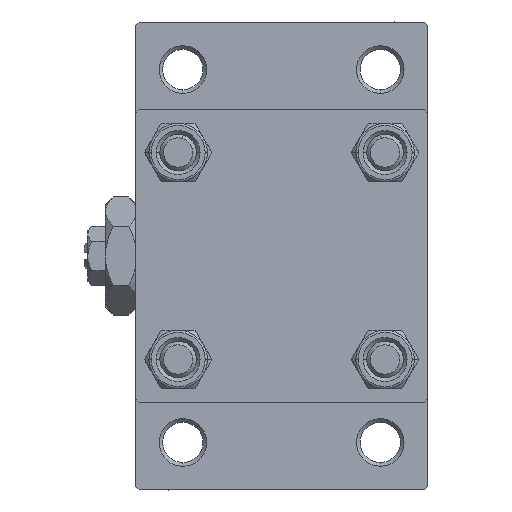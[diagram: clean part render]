
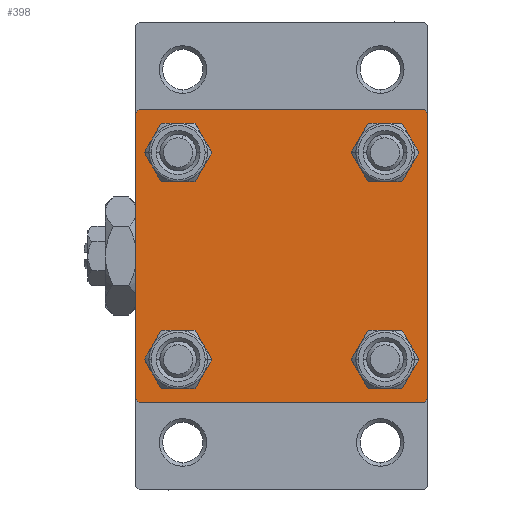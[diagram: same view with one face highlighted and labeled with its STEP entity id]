
A CAD part, left-side view. The second image highlights one B-rep face of the part: STEP entity #398.
In plain terms, the highlighted planar face has unit normal (-1, 0, 0).
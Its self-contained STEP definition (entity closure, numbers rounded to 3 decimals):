
#131 = FACE_BOUND ( 'NONE', #29362, .T. ) ;
#293 = DIRECTION ( 'NONE',  ( 1., 0., 0. ) ) ;
#299 = DIRECTION ( 'NONE',  ( 1., 0., 0. ) ) ;
#398 = ADVANCED_FACE ( 'NONE', ( #131, #3900, #42341, #46884, #43099 ), #15959, .T. ) ;
#748 = DIRECTION ( 'NONE',  ( 1., 0., 0. ) ) ;
#920 = ORIENTED_EDGE ( 'NONE', *, *, #22854, .T. ) ;
#1009 = VERTEX_POINT ( 'NONE', #2164 ) ;
#1636 = VECTOR ( 'NONE', #7705, 1000. ) ;
#1683 = EDGE_LOOP ( 'NONE', ( #16131, #25329 ) ) ;
#2164 = CARTESIAN_POINT ( 'NONE',  ( 0., -19.5, -20. ) ) ;
#2592 = VECTOR ( 'NONE', #10153, 1000. ) ;
#2979 = VERTEX_POINT ( 'NONE', #15295 ) ;
#3457 = VERTEX_POINT ( 'NONE', #27592 ) ;
#3596 = CIRCLE ( 'NONE', #18027, 3. ) ;
#3900 = FACE_BOUND ( 'NONE', #44153, .T. ) ;
#3954 = DIRECTION ( 'NONE',  ( 0., 0., -1. ) ) ;
#4060 = VERTEX_POINT ( 'NONE', #38264 ) ;
#4400 = LINE ( 'NONE', #35050, #23321 ) ;
#5272 = CARTESIAN_POINT ( 'NONE',  ( 0., 14.15, -14.15 ) ) ;
#5545 = DIRECTION ( 'NONE',  ( 0., 0., 1. ) ) ;
#6394 = EDGE_CURVE ( 'NONE', #3457, #9968, #32234, .T. ) ;
#6661 = DIRECTION ( 'NONE',  ( 0., 0., 1. ) ) ;
#7116 = EDGE_LOOP ( 'NONE', ( #13330, #19020, #19022, #8616, #46778, #28106, #10721, #8268 ) ) ;
#7412 = VERTEX_POINT ( 'NONE', #42253 ) ;
#7586 = CIRCLE ( 'NONE', #38137, 3. ) ;
#7705 = DIRECTION ( 'NONE',  ( 0., 0.707, -0.707 ) ) ;
#7908 = DIRECTION ( 'NONE',  ( 0., 0., 1. ) ) ;
#7943 = CIRCLE ( 'NONE', #8778, 3. ) ;
#8139 = EDGE_CURVE ( 'NONE', #24184, #7412, #31332, .T. ) ;
#8268 = ORIENTED_EDGE ( 'NONE', *, *, #29077, .T. ) ;
#8419 = DIRECTION ( 'NONE',  ( 0., -1., 0. ) ) ;
#8616 = ORIENTED_EDGE ( 'NONE', *, *, #19585, .T. ) ;
#8778 = AXIS2_PLACEMENT_3D ( 'NONE', #5272, #21056, #44194 ) ;
#9250 = CARTESIAN_POINT ( 'NONE',  ( 0., -14.15, 14.15 ) ) ;
#9940 = AXIS2_PLACEMENT_3D ( 'NONE', #18625, #293, #38705 ) ;
#9968 = VERTEX_POINT ( 'NONE', #14807 ) ;
#10153 = DIRECTION ( 'NONE',  ( 0., 0., -1. ) ) ;
#10163 = CARTESIAN_POINT ( 'NONE',  ( 0., 14.15, -14.15 ) ) ;
#10721 = ORIENTED_EDGE ( 'NONE', *, *, #30341, .F. ) ;
#10761 = VECTOR ( 'NONE', #32449, 1000. ) ;
#11265 = EDGE_CURVE ( 'NONE', #20619, #24184, #44600, .T. ) ;
#12149 = CARTESIAN_POINT ( 'NONE',  ( 0., 14.15, -11.15 ) ) ;
#12452 = CARTESIAN_POINT ( 'NONE',  ( 0., 0., 0. ) ) ;
#13330 = ORIENTED_EDGE ( 'NONE', *, *, #11265, .T. ) ;
#13718 = ORIENTED_EDGE ( 'NONE', *, *, #22901, .T. ) ;
#14109 = VERTEX_POINT ( 'NONE', #12149 ) ;
#14424 = EDGE_CURVE ( 'NONE', #23793, #32862, #31639, .T. ) ;
#14762 = CARTESIAN_POINT ( 'NONE',  ( 0., 19.75, 19.75 ) ) ;
#14807 = CARTESIAN_POINT ( 'NONE',  ( 0., -14.15, -11.15 ) ) ;
#14978 = EDGE_CURVE ( 'NONE', #15057, #44555, #45652, .T. ) ;
#15057 = VERTEX_POINT ( 'NONE', #41698 ) ;
#15192 = AXIS2_PLACEMENT_3D ( 'NONE', #36879, #47726, #43461 ) ;
#15295 = CARTESIAN_POINT ( 'NONE',  ( 0., -14.15, 17.15 ) ) ;
#15959 = PLANE ( 'NONE',  #28013 ) ;
#16131 = ORIENTED_EDGE ( 'NONE', *, *, #14424, .T. ) ;
#16279 = DIRECTION ( 'NONE',  ( 1., 0., 0. ) ) ;
#16493 = EDGE_CURVE ( 'NONE', #14109, #36959, #7586, .T. ) ;
#16521 = AXIS2_PLACEMENT_3D ( 'NONE', #47423, #16279, #31607 ) ;
#16979 = ORIENTED_EDGE ( 'NONE', *, *, #45302, .T. ) ;
#17091 = CARTESIAN_POINT ( 'NONE',  ( 0., 14.15, 14.15 ) ) ;
#17120 = CARTESIAN_POINT ( 'NONE',  ( 0., 20., -20. ) ) ;
#17171 = LINE ( 'NONE', #38864, #32475 ) ;
#18027 = AXIS2_PLACEMENT_3D ( 'NONE', #17091, #36184, #5545 ) ;
#18490 = VERTEX_POINT ( 'NONE', #48565 ) ;
#18625 = CARTESIAN_POINT ( 'NONE',  ( 0., 14.15, 14.15 ) ) ;
#18906 = CIRCLE ( 'NONE', #16521, 3. ) ;
#19020 = ORIENTED_EDGE ( 'NONE', *, *, #8139, .T. ) ;
#19022 = ORIENTED_EDGE ( 'NONE', *, *, #38405, .T. ) ;
#19260 = EDGE_CURVE ( 'NONE', #15057, #18490, #17171, .T. ) ;
#19261 = DIRECTION ( 'NONE',  ( 0., -0.707, -0.707 ) ) ;
#19585 = EDGE_CURVE ( 'NONE', #1009, #18490, #38241, .T. ) ;
#20462 = VERTEX_POINT ( 'NONE', #33551 ) ;
#20619 = VERTEX_POINT ( 'NONE', #34161 ) ;
#21056 = DIRECTION ( 'NONE',  ( 1., 0., 0. ) ) ;
#22854 = EDGE_CURVE ( 'NONE', #36959, #14109, #7943, .T. ) ;
#22901 = EDGE_CURVE ( 'NONE', #9968, #3457, #36838, .T. ) ;
#23321 = VECTOR ( 'NONE', #8419, 1000. ) ;
#23793 = VERTEX_POINT ( 'NONE', #30908 ) ;
#24184 = VERTEX_POINT ( 'NONE', #36075 ) ;
#25044 = CARTESIAN_POINT ( 'NONE',  ( 0., 14.15, -17.15 ) ) ;
#25329 = ORIENTED_EDGE ( 'NONE', *, *, #43219, .T. ) ;
#27592 = CARTESIAN_POINT ( 'NONE',  ( 0., -14.15, -17.15 ) ) ;
#28013 = AXIS2_PLACEMENT_3D ( 'NONE', #12452, #39315, #7908 ) ;
#28106 = ORIENTED_EDGE ( 'NONE', *, *, #14978, .T. ) ;
#29077 = EDGE_CURVE ( 'NONE', #4060, #20619, #29573, .T. ) ;
#29203 = ORIENTED_EDGE ( 'NONE', *, *, #6394, .T. ) ;
#29362 = EDGE_LOOP ( 'NONE', ( #16979, #47031 ) ) ;
#29573 = LINE ( 'NONE', #14762, #1636 ) ;
#29962 = AXIS2_PLACEMENT_3D ( 'NONE', #9250, #748, #39911 ) ;
#30341 = EDGE_CURVE ( 'NONE', #4060, #44555, #4400, .T. ) ;
#30465 = DIRECTION ( 'NONE',  ( 0., -0.707, 0.707 ) ) ;
#30908 = CARTESIAN_POINT ( 'NONE',  ( 0., 14.15, 17.15 ) ) ;
#31332 = LINE ( 'NONE', #39090, #33770 ) ;
#31455 = DIRECTION ( 'NONE',  ( 0., 0., 1. ) ) ;
#31607 = DIRECTION ( 'NONE',  ( 0., 0., 1. ) ) ;
#31639 = CIRCLE ( 'NONE', #9940, 3. ) ;
#32205 = LINE ( 'NONE', #17120, #10761 ) ;
#32234 = CIRCLE ( 'NONE', #44288, 3. ) ;
#32449 = DIRECTION ( 'NONE',  ( 0., -1., 0. ) ) ;
#32475 = VECTOR ( 'NONE', #3954, 1000. ) ;
#32557 = DIRECTION ( 'NONE',  ( 1., 0., 0. ) ) ;
#32862 = VERTEX_POINT ( 'NONE', #42113 ) ;
#33541 = CARTESIAN_POINT ( 'NONE',  ( 0., -19.5, 20. ) ) ;
#33551 = CARTESIAN_POINT ( 'NONE',  ( 0., -14.15, 11.15 ) ) ;
#33736 = CARTESIAN_POINT ( 'NONE',  ( 0., -19.75, -19.75 ) ) ;
#33770 = VECTOR ( 'NONE', #19261, 1000. ) ;
#34161 = CARTESIAN_POINT ( 'NONE',  ( 0., 20., 19.5 ) ) ;
#34579 = ORIENTED_EDGE ( 'NONE', *, *, #16493, .T. ) ;
#34914 = VECTOR ( 'NONE', #30465, 1000. ) ;
#35050 = CARTESIAN_POINT ( 'NONE',  ( 0., 20., 20. ) ) ;
#36075 = CARTESIAN_POINT ( 'NONE',  ( 0., 20., -19.5 ) ) ;
#36184 = DIRECTION ( 'NONE',  ( 1., 0., 0. ) ) ;
#36367 = CIRCLE ( 'NONE', #29962, 3. ) ;
#36838 = CIRCLE ( 'NONE', #15192, 3. ) ;
#36879 = CARTESIAN_POINT ( 'NONE',  ( 0., -14.15, -14.15 ) ) ;
#36947 = EDGE_CURVE ( 'NONE', #20462, #2979, #36367, .T. ) ;
#36959 = VERTEX_POINT ( 'NONE', #25044 ) ;
#37346 = DIRECTION ( 'NONE',  ( 0., 0.707, 0.707 ) ) ;
#38137 = AXIS2_PLACEMENT_3D ( 'NONE', #10163, #32557, #6661 ) ;
#38241 = LINE ( 'NONE', #33736, #34914 ) ;
#38264 = CARTESIAN_POINT ( 'NONE',  ( 0., 19.5, 20. ) ) ;
#38405 = EDGE_CURVE ( 'NONE', #7412, #1009, #32205, .T. ) ;
#38705 = DIRECTION ( 'NONE',  ( 0., 0., 1. ) ) ;
#38854 = VECTOR ( 'NONE', #37346, 1000. ) ;
#38864 = CARTESIAN_POINT ( 'NONE',  ( 0., -20., 20. ) ) ;
#39090 = CARTESIAN_POINT ( 'NONE',  ( 0., 19.75, -19.75 ) ) ;
#39315 = DIRECTION ( 'NONE',  ( -1., 0., 0. ) ) ;
#39593 = EDGE_LOOP ( 'NONE', ( #34579, #920 ) ) ;
#39911 = DIRECTION ( 'NONE',  ( 0., 0., 1. ) ) ;
#41698 = CARTESIAN_POINT ( 'NONE',  ( 0., -20., 19.5 ) ) ;
#41873 = CARTESIAN_POINT ( 'NONE',  ( 0., -19.75, 19.75 ) ) ;
#42113 = CARTESIAN_POINT ( 'NONE',  ( 0., 14.15, 11.15 ) ) ;
#42253 = CARTESIAN_POINT ( 'NONE',  ( 0., 19.5, -20. ) ) ;
#42341 = FACE_BOUND ( 'NONE', #39593, .T. ) ;
#43099 = FACE_OUTER_BOUND ( 'NONE', #7116, .T. ) ;
#43219 = EDGE_CURVE ( 'NONE', #32862, #23793, #3596, .T. ) ;
#43461 = DIRECTION ( 'NONE',  ( 0., 0., 1. ) ) ;
#44153 = EDGE_LOOP ( 'NONE', ( #13718, #29203 ) ) ;
#44194 = DIRECTION ( 'NONE',  ( 0., 0., 1. ) ) ;
#44288 = AXIS2_PLACEMENT_3D ( 'NONE', #45783, #299, #31455 ) ;
#44555 = VERTEX_POINT ( 'NONE', #33541 ) ;
#44600 = LINE ( 'NONE', #48126, #2592 ) ;
#45302 = EDGE_CURVE ( 'NONE', #2979, #20462, #18906, .T. ) ;
#45652 = LINE ( 'NONE', #41873, #38854 ) ;
#45783 = CARTESIAN_POINT ( 'NONE',  ( 0., -14.15, -14.15 ) ) ;
#46778 = ORIENTED_EDGE ( 'NONE', *, *, #19260, .F. ) ;
#46884 = FACE_BOUND ( 'NONE', #1683, .T. ) ;
#47031 = ORIENTED_EDGE ( 'NONE', *, *, #36947, .T. ) ;
#47423 = CARTESIAN_POINT ( 'NONE',  ( 0., -14.15, 14.15 ) ) ;
#47726 = DIRECTION ( 'NONE',  ( 1., 0., 0. ) ) ;
#48126 = CARTESIAN_POINT ( 'NONE',  ( 0., 20., 20. ) ) ;
#48565 = CARTESIAN_POINT ( 'NONE',  ( 0., -20., -19.5 ) ) ;
